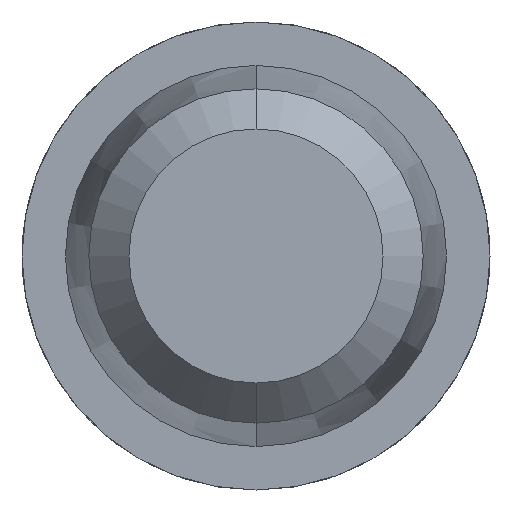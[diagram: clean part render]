
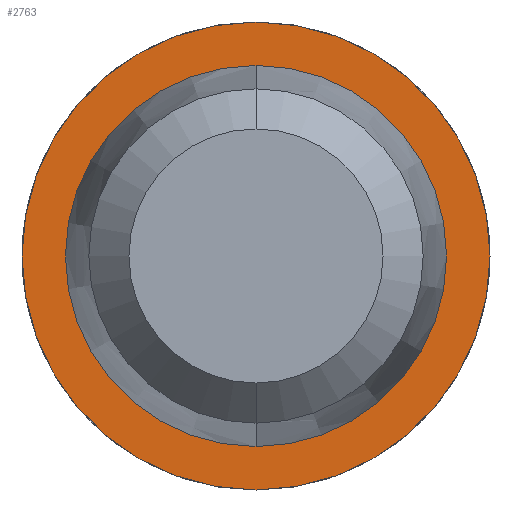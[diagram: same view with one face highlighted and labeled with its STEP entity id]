
A CAD part, front view. The second image highlights one B-rep face of the part: STEP entity #2763.
In plain terms, the highlighted planar face has unit normal (0, -1, 0).
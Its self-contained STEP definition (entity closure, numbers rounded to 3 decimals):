
#98 = AXIS2_PLACEMENT_3D ( 'NONE', #1092, #512, #1121 ) ;
#198 = VERTEX_POINT ( 'NONE', #2019 ) ;
#285 = EDGE_CURVE ( 'Defeature ausgef�hrt1_14+Defeature ausgef�hrt1_15+Defeature ausgef�hrt1_15+Defeature ausgef�hrt1_15', #302, #3297, #3639, .T. ) ;
#302 = VERTEX_POINT ( 'NONE', #840 ) ;
#428 = AXIS2_PLACEMENT_3D ( 'NONE', #2710, #454, #1122 ) ;
#454 = DIRECTION ( 'NONE',  ( 0., -1., 0. ) ) ;
#512 = DIRECTION ( 'NONE',  ( 0., -1., 0. ) ) ;
#527 = CIRCLE ( 'NONE', #1226, 0.7 ) ;
#840 = CARTESIAN_POINT ( 'NONE',  ( 0., 26., 0.57 ) ) ;
#891 = VERTEX_POINT ( 'NONE', #2424 ) ;
#912 = EDGE_CURVE ( 'Defeature ausgef�hrt1_15+Defeature ausgef�hrt1_16+Defeature ausgef�hrt1_16+Defeature ausgef�hrt1_16', #198, #891, #527, .T. ) ;
#986 = EDGE_CURVE ( 'Defeature ausgef�hrt1_15+Defeature ausgef�hrt1_16+Defeature ausgef�hrt1_16+Defeature ausgef�hrt1_16', #891, #198, #3235, .T. ) ;
#1092 = CARTESIAN_POINT ( 'NONE',  ( 0., 26., 0. ) ) ;
#1121 = DIRECTION ( 'NONE',  ( 0., 0., -1. ) ) ;
#1122 = DIRECTION ( 'NONE',  ( 0., 0., -1. ) ) ;
#1226 = AXIS2_PLACEMENT_3D ( 'NONE', #3693, #2708, #3398 ) ;
#1302 = EDGE_LOOP ( 'NONE', ( #1472, #1327 ) ) ;
#1327 = ORIENTED_EDGE ( 'NONE', *, *, #986, .T. ) ;
#1339 = AXIS2_PLACEMENT_3D ( 'NONE', #3675, #1433, #4094 ) ;
#1433 = DIRECTION ( 'NONE',  ( 0., -1., 0. ) ) ;
#1472 = ORIENTED_EDGE ( 'NONE', *, *, #912, .T. ) ;
#1554 = DIRECTION ( 'NONE',  ( 0., 0., -1. ) ) ;
#1740 = FACE_BOUND ( 'NONE', #3784, .T. ) ;
#2019 = CARTESIAN_POINT ( 'NONE',  ( 0., 26., -0.7 ) ) ;
#2300 = FACE_OUTER_BOUND ( 'NONE', #1302, .T. ) ;
#2424 = CARTESIAN_POINT ( 'NONE',  ( 0., 26., 0.7 ) ) ;
#2447 = ORIENTED_EDGE ( 'NONE', *, *, #285, .F. ) ;
#2462 = CARTESIAN_POINT ( 'NONE',  ( 0., 26., -0.57 ) ) ;
#2481 = CARTESIAN_POINT ( 'NONE',  ( 0., 26., 0. ) ) ;
#2566 = EDGE_CURVE ( 'Defeature ausgef�hrt1_14+Defeature ausgef�hrt1_15+Defeature ausgef�hrt1_15+Defeature ausgef�hrt1_15', #3297, #302, #4009, .T. ) ;
#2639 = AXIS2_PLACEMENT_3D ( 'NONE', #2481, #3142, #1554 ) ;
#2708 = DIRECTION ( 'NONE',  ( 0., -1., 0. ) ) ;
#2710 = CARTESIAN_POINT ( 'NONE',  ( 0.57, 26., 0. ) ) ;
#2763 = ADVANCED_FACE ( 'Defeature ausgef�hrt1_15', ( #2300, #1740 ), #3339, .T. ) ;
#2913 = ORIENTED_EDGE ( 'NONE', *, *, #2566, .F. ) ;
#3142 = DIRECTION ( 'NONE',  ( 0., -1., 0. ) ) ;
#3235 = CIRCLE ( 'NONE', #2639, 0.7 ) ;
#3297 = VERTEX_POINT ( 'NONE', #2462 ) ;
#3339 = PLANE ( 'NONE',  #428 ) ;
#3398 = DIRECTION ( 'NONE',  ( 0., 0., -1. ) ) ;
#3639 = CIRCLE ( 'NONE', #98, 0.57 ) ;
#3675 = CARTESIAN_POINT ( 'NONE',  ( 0., 26., 0. ) ) ;
#3693 = CARTESIAN_POINT ( 'NONE',  ( 0., 26., 0. ) ) ;
#3784 = EDGE_LOOP ( 'NONE', ( #2447, #2913 ) ) ;
#4009 = CIRCLE ( 'NONE', #1339, 0.57 ) ;
#4094 = DIRECTION ( 'NONE',  ( 0., 0., -1. ) ) ;
